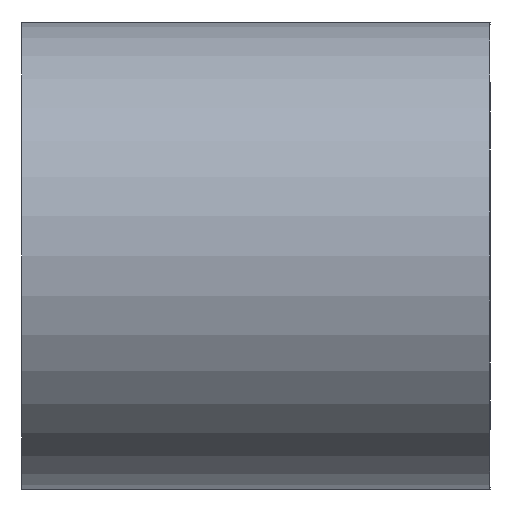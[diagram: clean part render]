
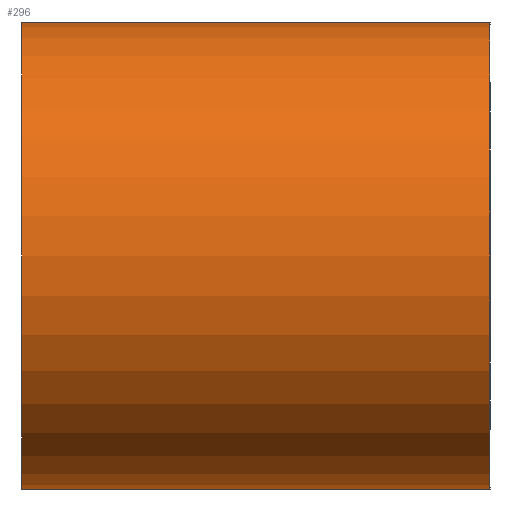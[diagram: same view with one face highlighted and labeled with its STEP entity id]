
A CAD part, left-side view. The second image highlights one B-rep face of the part: STEP entity #296.
In plain terms, the highlighted cylindrical face has radius 12 mm (diameter 24 mm), a partial arc.
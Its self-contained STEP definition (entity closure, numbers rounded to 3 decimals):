
#42=FACE_OUTER_BOUND('',#57,.T.);
#57=EDGE_LOOP('',(#236,#237,#238,#239));
#88=LINE('',#498,#109);
#89=LINE('',#501,#110);
#109=VECTOR('',#414,10.);
#110=VECTOR('',#417,10.);
#131=CIRCLE('',#340,12.);
#132=CIRCLE('',#341,12.);
#153=VERTEX_POINT('',#494);
#154=VERTEX_POINT('',#495);
#155=VERTEX_POINT('',#497);
#156=VERTEX_POINT('',#499);
#188=EDGE_CURVE('',#153,#154,#131,.T.);
#189=EDGE_CURVE('',#154,#155,#88,.T.);
#190=EDGE_CURVE('',#156,#155,#132,.T.);
#191=EDGE_CURVE('',#153,#156,#89,.T.);
#236=ORIENTED_EDGE('',*,*,#188,.T.);
#237=ORIENTED_EDGE('',*,*,#189,.T.);
#238=ORIENTED_EDGE('',*,*,#190,.F.);
#239=ORIENTED_EDGE('',*,*,#191,.F.);
#285=CYLINDRICAL_SURFACE('',#339,12.);
#296=ADVANCED_FACE('',(#42),#285,.T.);
#339=AXIS2_PLACEMENT_3D('',#493,#410,#411);
#340=AXIS2_PLACEMENT_3D('',#496,#412,#413);
#341=AXIS2_PLACEMENT_3D('',#500,#415,#416);
#410=DIRECTION('center_axis',(0.,1.,0.));
#411=DIRECTION('ref_axis',(-1.,0.,0.));
#412=DIRECTION('center_axis',(0.,1.,0.));
#413=DIRECTION('ref_axis',(1.,0.,0.));
#414=DIRECTION('',(0.,1.,0.));
#415=DIRECTION('center_axis',(0.,1.,0.));
#416=DIRECTION('ref_axis',(1.,0.,0.));
#417=DIRECTION('',(0.,1.,0.));
#493=CARTESIAN_POINT('Origin',(0.,0.,0.));
#494=CARTESIAN_POINT('',(1.714,0.,-11.877));
#495=CARTESIAN_POINT('',(1.714,0.,11.877));
#496=CARTESIAN_POINT('Origin',(0.,0.,0.));
#497=CARTESIAN_POINT('',(1.714,24.,11.877));
#498=CARTESIAN_POINT('',(1.714,0.,11.877));
#499=CARTESIAN_POINT('',(1.714,24.,-11.877));
#500=CARTESIAN_POINT('Origin',(0.,24.,0.));
#501=CARTESIAN_POINT('',(1.714,0.,-11.877));
